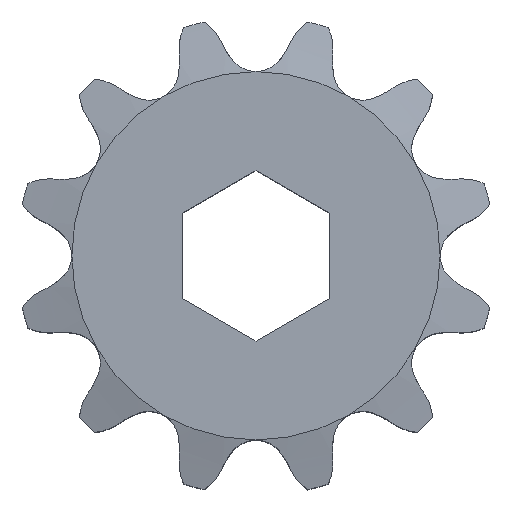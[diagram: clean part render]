
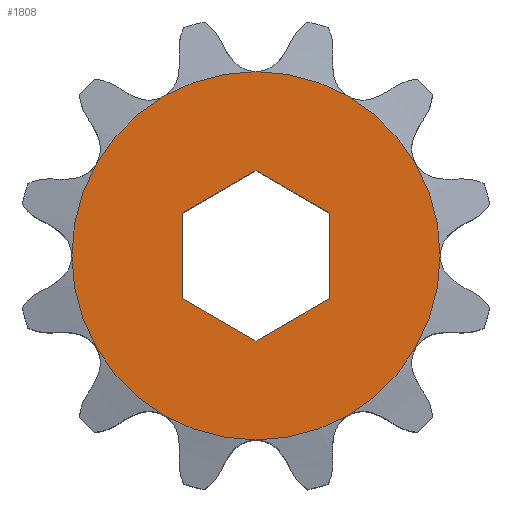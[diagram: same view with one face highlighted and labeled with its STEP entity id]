
A CAD part, top view. The second image highlights one B-rep face of the part: STEP entity #1808.
In plain terms, the highlighted planar face has unit normal (0, 0, 1).
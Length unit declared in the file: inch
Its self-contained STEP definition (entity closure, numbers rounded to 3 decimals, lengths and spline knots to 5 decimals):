
#76 = CARTESIAN_POINT ( 'NONE',  ( 0., 0., 0.756 ) ) ;
#121 = CARTESIAN_POINT ( 'NONE',  ( 0., -0.28925, 0.756 ) ) ;
#183 = EDGE_CURVE ( 'NONE', #396, #3185, #7617, .T. ) ;
#230 = PLANE ( 'NONE',  #4982 ) ;
#261 = VECTOR ( 'NONE', #8190, 39.37008 ) ;
#396 = VERTEX_POINT ( 'NONE', #2227 ) ;
#419 = LINE ( 'NONE', #6450, #7368 ) ;
#424 = ORIENTED_EDGE ( 'NONE', *, *, #4789, .F. ) ;
#645 = DIRECTION ( 'NONE',  ( -1., 0., 0. ) ) ;
#1129 = ORIENTED_EDGE ( 'NONE', *, *, #4548, .F. ) ;
#1213 = CARTESIAN_POINT ( 'NONE',  ( -0.2505, 0.14463, 0.756 ) ) ;
#1338 = VECTOR ( 'NONE', #5124, 39.37008 ) ;
#1444 = ORIENTED_EDGE ( 'NONE', *, *, #183, .F. ) ;
#1602 = CARTESIAN_POINT ( 'NONE',  ( -0.2505, 0.62476, 0.756 ) ) ;
#1808 = ADVANCED_FACE ( 'NONE', ( #3643, #7370 ), #230, .F. ) ;
#2033 = ORIENTED_EDGE ( 'NONE', *, *, #5191, .F. ) ;
#2061 = EDGE_CURVE ( 'NONE', #8219, #396, #4029, .T. ) ;
#2227 = CARTESIAN_POINT ( 'NONE',  ( 0.2505, 0.14463, 0.756 ) ) ;
#2366 = AXIS2_PLACEMENT_3D ( 'NONE', #76, #6631, #645 ) ;
#2382 = LINE ( 'NONE', #1602, #261 ) ;
#2411 = DIRECTION ( 'NONE',  ( -0.866, 0.5, 0. ) ) ;
#2485 = LINE ( 'NONE', #7161, #1338 ) ;
#2495 = DIRECTION ( 'NONE',  ( -1., 0., 0. ) ) ;
#2619 = EDGE_LOOP ( 'NONE', ( #1444, #4076, #1129, #8271, #3625, #2033 ) ) ;
#2633 = VECTOR ( 'NONE', #3449, 39.37008 ) ;
#3184 = CARTESIAN_POINT ( 'NONE',  ( 0., 0., 0.756 ) ) ;
#3185 = VERTEX_POINT ( 'NONE', #4337 ) ;
#3449 = DIRECTION ( 'NONE',  ( 0.866, 0.5, 0. ) ) ;
#3510 = DIRECTION ( 'NONE',  ( 0., 0., -1. ) ) ;
#3537 = LINE ( 'NONE', #121, #2633 ) ;
#3557 = DIRECTION ( 'NONE',  ( -1., 0., 0. ) ) ;
#3625 = ORIENTED_EDGE ( 'NONE', *, *, #5849, .F. ) ;
#3643 = FACE_OUTER_BOUND ( 'NONE', #7127, .T. ) ;
#3746 = VECTOR ( 'NONE', #5995, 39.37008 ) ;
#3878 = CIRCLE ( 'NONE', #2366, 0.62476 ) ;
#4018 = AXIS2_PLACEMENT_3D ( 'NONE', #3184, #7174, #2495 ) ;
#4029 = LINE ( 'NONE', #6637, #3746 ) ;
#4076 = ORIENTED_EDGE ( 'NONE', *, *, #2061, .F. ) ;
#4104 = ORIENTED_EDGE ( 'NONE', *, *, #4403, .F. ) ;
#4337 = CARTESIAN_POINT ( 'NONE',  ( 0., 0.28925, 0.756 ) ) ;
#4403 = EDGE_CURVE ( 'NONE', #8509, #5900, #3878, .T. ) ;
#4548 = EDGE_CURVE ( 'NONE', #6289, #8219, #3537, .T. ) ;
#4789 = EDGE_CURVE ( 'NONE', #5900, #8509, #4849, .T. ) ;
#4849 = CIRCLE ( 'NONE', #4018, 0.62476 ) ;
#4902 = CARTESIAN_POINT ( 'NONE',  ( 0., 0.62476, 0.756 ) ) ;
#4982 = AXIS2_PLACEMENT_3D ( 'NONE', #4902, #3510, #3557 ) ;
#5124 = DIRECTION ( 'NONE',  ( -0.866, -0.5, 0. ) ) ;
#5130 = DIRECTION ( 'NONE',  ( 0.866, -0.5, 0. ) ) ;
#5191 = EDGE_CURVE ( 'NONE', #3185, #5577, #2485, .T. ) ;
#5230 = CARTESIAN_POINT ( 'NONE',  ( -0.2505, -0.14463, 0.756 ) ) ;
#5577 = VERTEX_POINT ( 'NONE', #1213 ) ;
#5599 = VERTEX_POINT ( 'NONE', #5230 ) ;
#5849 = EDGE_CURVE ( 'NONE', #5577, #5599, #2382, .T. ) ;
#5900 = VERTEX_POINT ( 'NONE', #8318 ) ;
#5995 = DIRECTION ( 'NONE',  ( 0., 1., 0. ) ) ;
#6148 = CARTESIAN_POINT ( 'NONE',  ( -0.62476, 0., 0.756 ) ) ;
#6289 = VERTEX_POINT ( 'NONE', #6645 ) ;
#6367 = CARTESIAN_POINT ( 'NONE',  ( 0.2505, 0.14463, 0.756 ) ) ;
#6450 = CARTESIAN_POINT ( 'NONE',  ( -0.2505, -0.14463, 0.756 ) ) ;
#6631 = DIRECTION ( 'NONE',  ( 0., 0., -1. ) ) ;
#6637 = CARTESIAN_POINT ( 'NONE',  ( 0.2505, 0.62476, 0.756 ) ) ;
#6645 = CARTESIAN_POINT ( 'NONE',  ( 0., -0.28925, 0.756 ) ) ;
#7127 = EDGE_LOOP ( 'NONE', ( #4104, #424 ) ) ;
#7161 = CARTESIAN_POINT ( 'NONE',  ( 0., 0.28925, 0.756 ) ) ;
#7174 = DIRECTION ( 'NONE',  ( 0., 0., -1. ) ) ;
#7368 = VECTOR ( 'NONE', #5130, 39.37008 ) ;
#7370 = FACE_BOUND ( 'NONE', #2619, .T. ) ;
#7617 = LINE ( 'NONE', #6367, #8301 ) ;
#8178 = EDGE_CURVE ( 'NONE', #5599, #6289, #419, .T. ) ;
#8190 = DIRECTION ( 'NONE',  ( 0., -1., 0. ) ) ;
#8219 = VERTEX_POINT ( 'NONE', #8308 ) ;
#8271 = ORIENTED_EDGE ( 'NONE', *, *, #8178, .F. ) ;
#8301 = VECTOR ( 'NONE', #2411, 39.37008 ) ;
#8308 = CARTESIAN_POINT ( 'NONE',  ( 0.2505, -0.14463, 0.756 ) ) ;
#8318 = CARTESIAN_POINT ( 'NONE',  ( 0.62476, 0., 0.756 ) ) ;
#8509 = VERTEX_POINT ( 'NONE', #6148 ) ;
